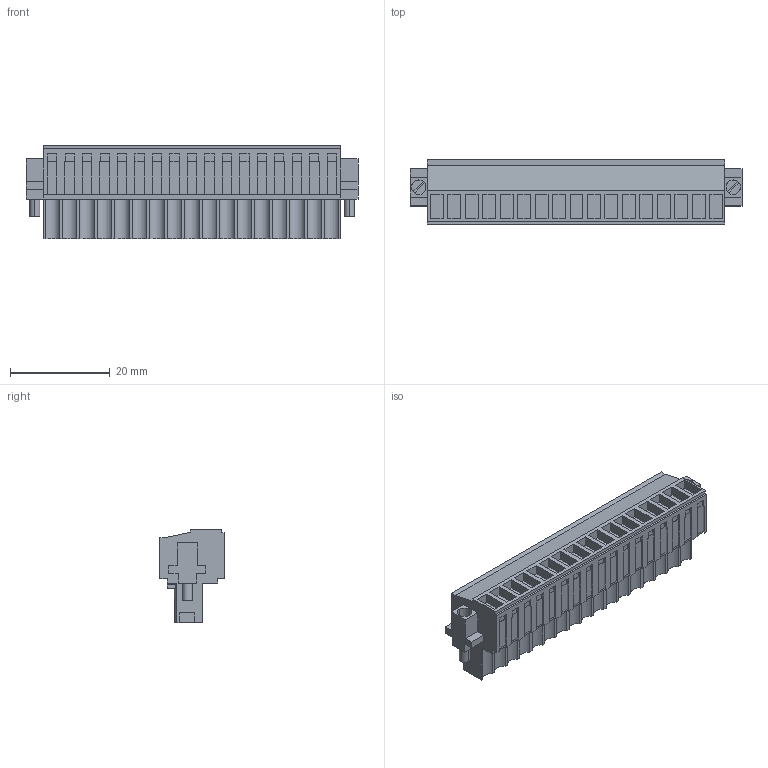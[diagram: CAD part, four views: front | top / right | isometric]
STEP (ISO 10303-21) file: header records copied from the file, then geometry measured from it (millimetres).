
FILE_DESCRIPTION(('CATIA V5R24 STEP','CAx-IF Rec.Pracs.--- Model Styling and Organization---1.2---2011-12-15'),'2;1');
FILE_NAME ('D1453652_0_1620760000_1620760000.stp','2017-05-09T13:02:07+00:00',('none'),('Weidmueller'),'CATIA Version 5-6 Release 2014 SP4 HF52','CATIA V5 STEP AP214','none');
FILE_SCHEMA(('AUTOMOTIVE_DESIGN { 1 0 10303 214 1 1 1 1 }'));
Length unit declared in the file: millimetre
Products named in the file (1): 1620760000
Bounding box: 66.5 x 12.9 x 18.7 mm (x, y, z)
Volume: 9016.9 mm3; surface area: 7198 mm2
Topology: 20 solids, 20 shells, 1071 faces, 2999 edges, 2042 vertices
Faces by surface type: plane 949, cylinder 122
Entity records: 32992 total; most frequent: CARTESIAN_POINT 6025, ORIENTED_EDGE 5998, DIRECTION 4274, EDGE_CURVE 2999, VECTOR 2573, LINE 2573, VERTEX_POINT 2042, EDGE_LOOP 1149
